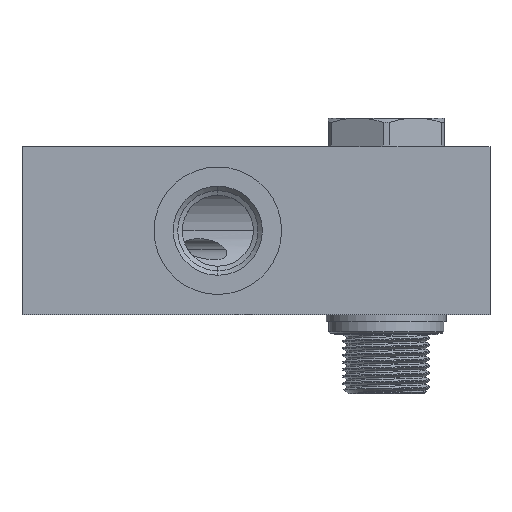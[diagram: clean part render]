
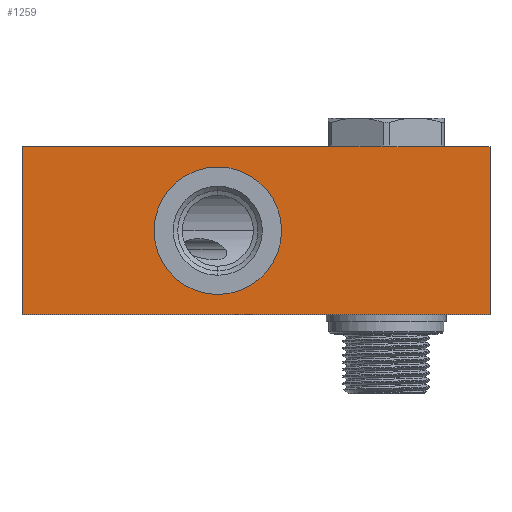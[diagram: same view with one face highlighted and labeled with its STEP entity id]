
A CAD part, left-side view. The second image highlights one B-rep face of the part: STEP entity #1259.
In plain terms, the highlighted planar face has unit normal (-1, 0, 0).
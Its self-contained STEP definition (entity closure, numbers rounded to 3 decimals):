
#704 = FACE_OUTER_BOUND ( 'NONE', #9680, .T. ) ;
#813 = CARTESIAN_POINT ( 'NONE',  ( -44.45, -44.45, 16. ) ) ;
#940 = EDGE_CURVE ( 'NONE', #17971, #11589, #18923, .T. ) ;
#1259 = ADVANCED_FACE ( 'NONE', ( #704, #12137 ), #5157, .F. ) ;
#1545 = CARTESIAN_POINT ( 'NONE',  ( -44.45, 44.45, 16. ) ) ;
#1742 = EDGE_CURVE ( 'NONE', #4511, #2791, #5973, .T. ) ;
#2091 = CARTESIAN_POINT ( 'NONE',  ( -44.45, 7.25, 12.105 ) ) ;
#2791 = VERTEX_POINT ( 'NONE', #15325 ) ;
#2937 = EDGE_CURVE ( 'NONE', #11589, #10253, #7697, .T. ) ;
#3451 = VERTEX_POINT ( 'NONE', #5882 ) ;
#4511 = VERTEX_POINT ( 'NONE', #2091 ) ;
#5157 = PLANE ( 'NONE',  #11189 ) ;
#5631 = ORIENTED_EDGE ( 'NONE', *, *, #8397, .F. ) ;
#5882 = CARTESIAN_POINT ( 'NONE',  ( -44.45, 44.45, 16. ) ) ;
#5973 = CIRCLE ( 'NONE', #23008, 12.105 ) ;
#6028 = ORIENTED_EDGE ( 'NONE', *, *, #1742, .F. ) ;
#6969 = DIRECTION ( 'NONE',  ( 0., 0., 1. ) ) ;
#7697 = LINE ( 'NONE', #17686, #20935 ) ;
#8397 = EDGE_CURVE ( 'NONE', #3451, #10253, #10407, .T. ) ;
#8947 = ORIENTED_EDGE ( 'NONE', *, *, #10595, .F. ) ;
#9258 = EDGE_LOOP ( 'NONE', ( #6028, #16059 ) ) ;
#9680 = EDGE_LOOP ( 'NONE', ( #24296, #5631, #8947, #15419 ) ) ;
#10152 = DIRECTION ( 'NONE',  ( 0., 0., 1. ) ) ;
#10179 = CARTESIAN_POINT ( 'NONE',  ( -44.45, 7.25, 0. ) ) ;
#10253 = VERTEX_POINT ( 'NONE', #813 ) ;
#10407 = LINE ( 'NONE', #1545, #17163 ) ;
#10579 = CARTESIAN_POINT ( 'NONE',  ( -44.45, 44.45, -16. ) ) ;
#10595 = EDGE_CURVE ( 'NONE', #17971, #3451, #13540, .T. ) ;
#10809 = DIRECTION ( 'NONE',  ( 0., -1., 0. ) ) ;
#11189 = AXIS2_PLACEMENT_3D ( 'NONE', #10579, #22112, #12475 ) ;
#11369 = DIRECTION ( 'NONE',  ( 0., 0., 1. ) ) ;
#11589 = VERTEX_POINT ( 'NONE', #16559 ) ;
#12053 = DIRECTION ( 'NONE',  ( -1., 0., 0. ) ) ;
#12137 = FACE_BOUND ( 'NONE', #9258, .T. ) ;
#12475 = DIRECTION ( 'NONE',  ( 0., 0., -1. ) ) ;
#12902 = CIRCLE ( 'NONE', #12968, 12.105 ) ;
#12968 = AXIS2_PLACEMENT_3D ( 'NONE', #10179, #12053, #21378 ) ;
#13540 = LINE ( 'NONE', #20916, #18534 ) ;
#15325 = CARTESIAN_POINT ( 'NONE',  ( -44.45, 7.25, -12.105 ) ) ;
#15419 = ORIENTED_EDGE ( 'NONE', *, *, #940, .T. ) ;
#16059 = ORIENTED_EDGE ( 'NONE', *, *, #17763, .F. ) ;
#16371 = CARTESIAN_POINT ( 'NONE',  ( -44.45, 7.25, 0. ) ) ;
#16556 = VECTOR ( 'NONE', #10809, 1000. ) ;
#16559 = CARTESIAN_POINT ( 'NONE',  ( -44.45, -44.45, -16. ) ) ;
#17163 = VECTOR ( 'NONE', #24298, 1000. ) ;
#17686 = CARTESIAN_POINT ( 'NONE',  ( -44.45, -44.45, -16. ) ) ;
#17763 = EDGE_CURVE ( 'NONE', #2791, #4511, #12902, .T. ) ;
#17971 = VERTEX_POINT ( 'NONE', #19876 ) ;
#18534 = VECTOR ( 'NONE', #11369, 1000. ) ;
#18923 = LINE ( 'NONE', #22078, #16556 ) ;
#19876 = CARTESIAN_POINT ( 'NONE',  ( -44.45, 44.45, -16. ) ) ;
#20916 = CARTESIAN_POINT ( 'NONE',  ( -44.45, 44.45, -16. ) ) ;
#20935 = VECTOR ( 'NONE', #10152, 1000. ) ;
#21378 = DIRECTION ( 'NONE',  ( 0., 0., 1. ) ) ;
#22078 = CARTESIAN_POINT ( 'NONE',  ( -44.45, 44.45, -16. ) ) ;
#22112 = DIRECTION ( 'NONE',  ( 1., 0., 0. ) ) ;
#23008 = AXIS2_PLACEMENT_3D ( 'NONE', #16371, #23795, #6969 ) ;
#23795 = DIRECTION ( 'NONE',  ( -1., 0., 0. ) ) ;
#24296 = ORIENTED_EDGE ( 'NONE', *, *, #2937, .T. ) ;
#24298 = DIRECTION ( 'NONE',  ( 0., -1., 0. ) ) ;
